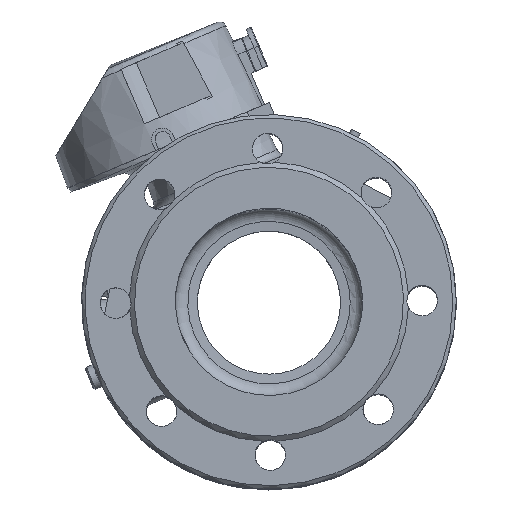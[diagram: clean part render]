
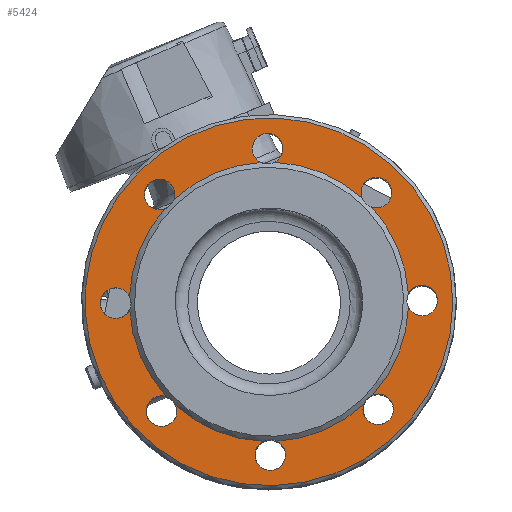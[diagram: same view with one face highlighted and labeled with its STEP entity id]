
A CAD part, top view. The second image highlights one B-rep face of the part: STEP entity #5424.
In plain terms, the highlighted planar face has unit normal (0, 0, 1).
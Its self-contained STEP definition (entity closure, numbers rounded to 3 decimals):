
#5424=ADVANCED_FACE('',(#6165,#6167),#6169,.F.);
#6165=FACE_BOUND('',#6166,.T.);
#6166=EDGE_LOOP('',(#8527,#8528,#8529,#8530,#8531,#8532,#8533,#8534,#8535,#8536,
#8537,#8538,#8539,#8540,#8541,#8542,#8543,#8544,#8545,#8546,#8547,#8548,#8549));
#6167=FACE_OUTER_BOUND('',#6168,.T.);
#6168=EDGE_LOOP('',(#8550,#8551));
#6169=PLANE('',#6170);
#6170=AXIS2_PLACEMENT_3D('',#6171,#6172,#6173);
#6171=CARTESIAN_POINT('',(0.,0.,-10.5));
#6172=DIRECTION('',(0.,0.,-1.));
#6173=DIRECTION('',(-1.,0.,-0.));
#8527=ORIENTED_EDGE('',*,*,#10108,.F.);
#8528=ORIENTED_EDGE('',*,*,#10109,.F.);
#8529=ORIENTED_EDGE('',*,*,#10081,.F.);
#8530=ORIENTED_EDGE('',*,*,#10110,.F.);
#8531=ORIENTED_EDGE('',*,*,#10111,.F.);
#8532=ORIENTED_EDGE('',*,*,#10079,.F.);
#8533=ORIENTED_EDGE('',*,*,#10112,.F.);
#8534=ORIENTED_EDGE('',*,*,#10076,.F.);
#8535=ORIENTED_EDGE('',*,*,#10113,.F.);
#8536=ORIENTED_EDGE('',*,*,#10073,.F.);
#8537=ORIENTED_EDGE('',*,*,#10114,.F.);
#8538=ORIENTED_EDGE('',*,*,#10115,.F.);
#8539=ORIENTED_EDGE('',*,*,#10071,.F.);
#8540=ORIENTED_EDGE('',*,*,#10116,.F.);
#8541=ORIENTED_EDGE('',*,*,#10117,.F.);
#8542=ORIENTED_EDGE('',*,*,#10069,.F.);
#8543=ORIENTED_EDGE('',*,*,#10087,.F.);
#8544=ORIENTED_EDGE('',*,*,#10118,.F.);
#8545=ORIENTED_EDGE('',*,*,#10119,.F.);
#8546=ORIENTED_EDGE('',*,*,#10085,.F.);
#8547=ORIENTED_EDGE('',*,*,#10120,.F.);
#8548=ORIENTED_EDGE('',*,*,#10121,.F.);
#8549=ORIENTED_EDGE('',*,*,#10083,.F.);
#8550=ORIENTED_EDGE('',*,*,#10122,.F.);
#8551=ORIENTED_EDGE('',*,*,#10123,.F.);
#10069=EDGE_CURVE('',#10939,#10941,#10942,.T.);
#10071=EDGE_CURVE('',#10943,#10945,#10946,.T.);
#10073=EDGE_CURVE('',#10947,#10949,#10950,.T.);
#10076=EDGE_CURVE('',#10953,#10955,#10956,.T.);
#10079=EDGE_CURVE('',#10959,#10961,#10962,.T.);
#10081=EDGE_CURVE('',#10963,#10965,#10966,.T.);
#10083=EDGE_CURVE('',#10967,#10969,#10970,.T.);
#10085=EDGE_CURVE('',#10971,#10973,#10974,.T.);
#10087=EDGE_CURVE('',#10975,#10939,#10977,.T.);
#10108=EDGE_CURVE('',#11016,#10967,#11017,.T.);
#10109=EDGE_CURVE('',#10965,#11016,#11018,.T.);
#10110=EDGE_CURVE('',#11019,#10963,#11020,.T.);
#10111=EDGE_CURVE('',#10961,#11019,#11021,.T.);
#10112=EDGE_CURVE('',#10955,#10959,#11022,.T.);
#10113=EDGE_CURVE('',#10949,#10953,#11023,.T.);
#10114=EDGE_CURVE('',#11024,#10947,#11025,.T.);
#10115=EDGE_CURVE('',#10945,#11024,#11026,.T.);
#10116=EDGE_CURVE('',#11027,#10943,#11028,.T.);
#10117=EDGE_CURVE('',#10941,#11027,#11029,.T.);
#10118=EDGE_CURVE('',#11030,#10975,#11031,.T.);
#10119=EDGE_CURVE('',#10973,#11030,#11032,.T.);
#10120=EDGE_CURVE('',#11033,#10971,#11034,.T.);
#10121=EDGE_CURVE('',#10969,#11033,#11035,.T.);
#10122=EDGE_CURVE('',#11036,#11037,#11038,.T.);
#10123=EDGE_CURVE('',#11037,#11036,#11039,.T.);
#10939=VERTEX_POINT('',#15306);
#10941=VERTEX_POINT('',#15310);
#10942=CIRCLE('',#15311,82.);
#10943=VERTEX_POINT('',#15315);
#10945=VERTEX_POINT('',#15388);
#10946=CIRCLE('',#15389,82.);
#10947=VERTEX_POINT('',#15393);
#10949=VERTEX_POINT('',#15466);
#10950=CIRCLE('',#15467,82.);
#10953=VERTEX_POINT('',#15491);
#10955=VERTEX_POINT('',#15565);
#10956=CIRCLE('',#15566,82.);
#10959=VERTEX_POINT('',#15614);
#10961=VERTEX_POINT('',#15686);
#10962=CIRCLE('',#15687,82.);
#10963=VERTEX_POINT('',#15691);
#10965=VERTEX_POINT('',#15764);
#10966=CIRCLE('',#15765,82.);
#10967=VERTEX_POINT('',#15769);
#10969=VERTEX_POINT('',#15842);
#10970=CIRCLE('',#15843,82.);
#10971=VERTEX_POINT('',#15847);
#10973=VERTEX_POINT('',#15920);
#10974=CIRCLE('',#15921,82.);
#10975=VERTEX_POINT('',#15925);
#10977=CIRCLE('',#15998,82.);
#11016=VERTEX_POINT('',#16098);
#11017=CIRCLE('',#16099,9.);
#11018=CIRCLE('',#16103,9.);
#11019=VERTEX_POINT('',#16107);
#11020=CIRCLE('',#16108,9.);
#11021=CIRCLE('',#16112,9.);
#11022=CIRCLE('',#16116,9.);
#11023=CIRCLE('',#16120,9.);
#11024=VERTEX_POINT('',#16124);
#11025=CIRCLE('',#16125,9.);
#11026=CIRCLE('',#16129,9.);
#11027=VERTEX_POINT('',#16133);
#11028=CIRCLE('',#16134,9.);
#11029=CIRCLE('',#16138,9.);
#11030=VERTEX_POINT('',#16142);
#11031=CIRCLE('',#16143,9.);
#11032=CIRCLE('',#16147,9.);
#11033=VERTEX_POINT('',#16151);
#11034=CIRCLE('',#16152,9.);
#11035=CIRCLE('',#16156,9.);
#11036=VERTEX_POINT('',#16160);
#11037=VERTEX_POINT('',#16161);
#11038=CIRCLE('',#16162,108.);
#11039=CIRCLE('',#16166,108.);
#15306=CARTESIAN_POINT('',(80.785,14.063,-10.5));
#15310=CARTESIAN_POINT('',(77.177,27.709,-10.5));
#15311=AXIS2_PLACEMENT_3D('',#15312,#15313,#15314);
#15312=CARTESIAN_POINT('',(0.,0.,-10.5));
#15313=DIRECTION('',(-0.,0.,1.));
#15314=DIRECTION('',(0.985,0.171,0.));
#15315=CARTESIAN_POINT('',(74.165,34.979,-10.5));
#15388=CARTESIAN_POINT('',(34.979,74.165,-10.5));
#15389=AXIS2_PLACEMENT_3D('',#15390,#15391,#15392);
#15390=CARTESIAN_POINT('',(0.,0.,-10.5));
#15391=DIRECTION('',(0.,-0.,1.));
#15392=DIRECTION('',(0.904,0.427,0.));
#15393=CARTESIAN_POINT('',(27.709,77.177,-10.5));
#15466=CARTESIAN_POINT('',(-27.709,77.177,-10.5));
#15467=AXIS2_PLACEMENT_3D('',#15468,#15469,#15470);
#15468=CARTESIAN_POINT('',(0.,0.,-10.5));
#15469=DIRECTION('',(0.,-0.,1.));
#15470=DIRECTION('',(0.338,0.941,0.));
#15491=CARTESIAN_POINT('',(-34.979,74.165,-10.5));
#15565=CARTESIAN_POINT('',(-74.165,34.979,-10.5));
#15566=AXIS2_PLACEMENT_3D('',#15567,#15568,#15569);
#15567=CARTESIAN_POINT('',(0.,0.,-10.5));
#15568=DIRECTION('',(0.,-0.,1.));
#15569=DIRECTION('',(-0.427,0.904,0.));
#15614=CARTESIAN_POINT('',(-77.177,27.709,-10.5));
#15686=CARTESIAN_POINT('',(-77.177,-27.709,-10.5));
#15687=AXIS2_PLACEMENT_3D('',#15688,#15689,#15690);
#15688=CARTESIAN_POINT('',(0.,0.,-10.5));
#15689=DIRECTION('',(0.,-0.,1.));
#15690=DIRECTION('',(-0.941,0.338,0.));
#15691=CARTESIAN_POINT('',(-74.165,-34.979,-10.5));
#15764=CARTESIAN_POINT('',(-34.979,-74.165,-10.5));
#15765=AXIS2_PLACEMENT_3D('',#15766,#15767,#15768);
#15766=CARTESIAN_POINT('',(0.,0.,-10.5));
#15767=DIRECTION('',(-0.,0.,1.));
#15768=DIRECTION('',(-0.904,-0.427,0.));
#15769=CARTESIAN_POINT('',(-27.709,-77.177,-10.5));
#15842=CARTESIAN_POINT('',(27.709,-77.177,-10.5));
#15843=AXIS2_PLACEMENT_3D('',#15844,#15845,#15846);
#15844=CARTESIAN_POINT('',(0.,0.,-10.5));
#15845=DIRECTION('',(-0.,0.,1.));
#15846=DIRECTION('',(-0.338,-0.941,0.));
#15847=CARTESIAN_POINT('',(34.979,-74.165,-10.5));
#15920=CARTESIAN_POINT('',(74.165,-34.979,-10.5));
#15921=AXIS2_PLACEMENT_3D('',#15922,#15923,#15924);
#15922=CARTESIAN_POINT('',(0.,0.,-10.5));
#15923=DIRECTION('',(-0.,0.,1.));
#15924=DIRECTION('',(0.427,-0.904,0.));
#15925=CARTESIAN_POINT('',(77.177,-27.709,-10.5));
#15998=AXIS2_PLACEMENT_3D('',#15999,#16000,#16001);
#15999=CARTESIAN_POINT('',(0.,0.,-10.5));
#16000=DIRECTION('',(-0.,0.,1.));
#16001=DIRECTION('',(0.941,-0.338,0.));
#16098=CARTESIAN_POINT('',(-42.856,-86.343,-10.5));
#16099=AXIS2_PLACEMENT_3D('',#16100,#16101,#16102);
#16100=CARTESIAN_POINT('',(-34.442,-83.149,-10.5));
#16101=DIRECTION('',(0.,-0.,1.));
#16102=DIRECTION('',(-0.935,-0.355,0.));
#16103=AXIS2_PLACEMENT_3D('',#16104,#16105,#16106);
#16104=CARTESIAN_POINT('',(-34.442,-83.149,-10.5));
#16105=DIRECTION('',(0.,-0.,1.));
#16106=DIRECTION('',(-0.06,0.998,0.));
#16107=CARTESIAN_POINT('',(-91.357,-38.132,-10.5));
#16108=AXIS2_PLACEMENT_3D('',#16109,#16110,#16111);
#16109=CARTESIAN_POINT('',(-83.149,-34.442,-10.5));
#16110=DIRECTION('',(0.,-0.,1.));
#16111=DIRECTION('',(-0.912,-0.41,0.));
#16112=AXIS2_PLACEMENT_3D('',#16113,#16114,#16115);
#16113=CARTESIAN_POINT('',(-83.149,-34.442,-10.5));
#16114=DIRECTION('',(0.,-0.,1.));
#16115=DIRECTION('',(0.664,0.748,0.));
#16116=AXIS2_PLACEMENT_3D('',#16117,#16118,#16119);
#16117=CARTESIAN_POINT('',(-83.149,34.442,-10.5));
#16118=DIRECTION('',(0.,-0.,1.));
#16119=DIRECTION('',(0.998,0.06,0.));
#16120=AXIS2_PLACEMENT_3D('',#16121,#16122,#16123);
#16121=CARTESIAN_POINT('',(-34.442,83.149,-10.5));
#16122=DIRECTION('',(-0.,0.,1.));
#16123=DIRECTION('',(0.748,-0.664,0.));
#16124=CARTESIAN_POINT('',(37.636,74.735,-10.5));
#16125=AXIS2_PLACEMENT_3D('',#16126,#16127,#16128);
#16126=CARTESIAN_POINT('',(34.442,83.149,-10.5));
#16127=DIRECTION('',(-0.,0.,1.));
#16128=DIRECTION('',(0.355,-0.935,0.));
#16129=AXIS2_PLACEMENT_3D('',#16130,#16131,#16132);
#16130=CARTESIAN_POINT('',(34.442,83.149,-10.5));
#16131=DIRECTION('',(-0.,0.,1.));
#16132=DIRECTION('',(0.06,-0.998,0.));
#16133=CARTESIAN_POINT('',(82.88,25.446,-10.5));
#16134=AXIS2_PLACEMENT_3D('',#16135,#16136,#16137);
#16135=CARTESIAN_POINT('',(83.149,34.442,-10.5));
#16136=DIRECTION('',(-0.,0.,1.));
#16137=DIRECTION('',(-0.03,-1.,0.));
#16138=AXIS2_PLACEMENT_3D('',#16139,#16140,#16141);
#16139=CARTESIAN_POINT('',(83.149,34.442,-10.5));
#16140=DIRECTION('',(-0.,0.,1.));
#16141=DIRECTION('',(-0.664,-0.748,0.));
#16142=CARTESIAN_POINT('',(79.458,-42.65,-10.5));
#16143=AXIS2_PLACEMENT_3D('',#16144,#16145,#16146);
#16144=CARTESIAN_POINT('',(83.149,-34.442,-10.5));
#16145=DIRECTION('',(-0.,0.,1.));
#16146=DIRECTION('',(-0.41,-0.912,0.));
#16147=AXIS2_PLACEMENT_3D('',#16148,#16149,#16150);
#16148=CARTESIAN_POINT('',(83.149,-34.442,-10.5));
#16149=DIRECTION('',(-0.,0.,1.));
#16150=DIRECTION('',(-0.998,-0.06,0.));
#16151=CARTESIAN_POINT('',(27.89,-89.32,-10.5));
#16152=AXIS2_PLACEMENT_3D('',#16153,#16154,#16155);
#16153=CARTESIAN_POINT('',(34.442,-83.149,-10.5));
#16154=DIRECTION('',(0.,-0.,1.));
#16155=DIRECTION('',(-0.728,-0.686,0.));
#16156=AXIS2_PLACEMENT_3D('',#16157,#16158,#16159);
#16157=CARTESIAN_POINT('',(34.442,-83.149,-10.5));
#16158=DIRECTION('',(0.,-0.,1.));
#16159=DIRECTION('',(-0.748,0.664,0.));
#16160=CARTESIAN_POINT('',(76.368,76.368,-10.5));
#16161=CARTESIAN_POINT('',(-108.,0.,-10.5));
#16162=AXIS2_PLACEMENT_3D('',#16163,#16164,#16165);
#16163=CARTESIAN_POINT('',(0.,0.,-10.5));
#16164=DIRECTION('',(0.,0.,-1.));
#16165=DIRECTION('',(0.707,0.707,0.));
#16166=AXIS2_PLACEMENT_3D('',#16167,#16168,#16169);
#16167=CARTESIAN_POINT('',(0.,0.,-10.5));
#16168=DIRECTION('',(0.,0.,-1.));
#16169=DIRECTION('',(-1.,0.,0.));
